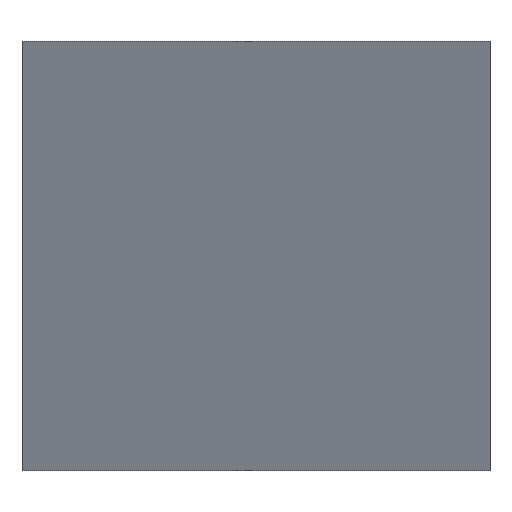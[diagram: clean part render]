
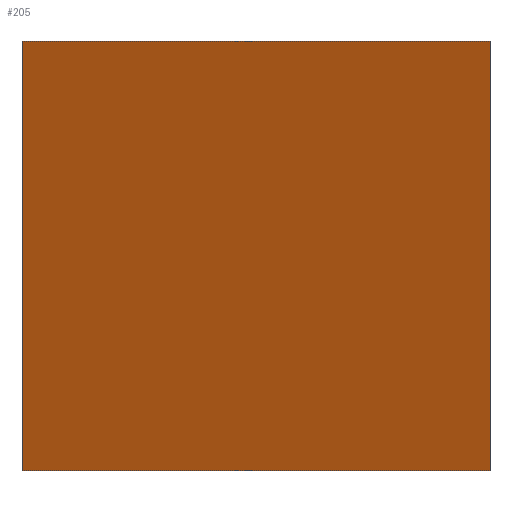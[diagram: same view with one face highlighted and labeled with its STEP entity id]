
A CAD part, front view. The second image highlights one B-rep face of the part: STEP entity #205.
In plain terms, the highlighted planar face has unit normal (0, -0.927, -0.375).
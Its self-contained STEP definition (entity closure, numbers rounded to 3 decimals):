
#43=FACE_OUTER_BOUND('',#61,.T.);
#61=EDGE_LOOP('',(#175,#176,#177,#178));
#64=LINE('',#311,#80);
#70=LINE('',#323,#86);
#77=LINE('',#356,#93);
#78=LINE('',#358,#94);
#80=VECTOR('',#248,10.);
#86=VECTOR('',#256,10.);
#93=VECTOR('',#299,10.);
#94=VECTOR('',#302,10.);
#96=VERTEX_POINT('',#308);
#97=VERTEX_POINT('',#310);
#99=VERTEX_POINT('',#316);
#102=VERTEX_POINT('',#321);
#112=EDGE_CURVE('',#96,#97,#64,.T.);
#118=EDGE_CURVE('',#102,#99,#70,.T.);
#133=EDGE_CURVE('',#102,#97,#77,.T.);
#134=EDGE_CURVE('',#99,#96,#78,.T.);
#175=ORIENTED_EDGE('',*,*,#133,.T.);
#176=ORIENTED_EDGE('',*,*,#112,.F.);
#177=ORIENTED_EDGE('',*,*,#134,.F.);
#178=ORIENTED_EDGE('',*,*,#118,.F.);
#191=PLANE('',#241);
#205=ADVANCED_FACE('',(#43),#191,.T.);
#241=AXIS2_PLACEMENT_3D('',#357,#300,#301);
#248=DIRECTION('',(0.,0.375,-0.927));
#256=DIRECTION('',(0.,-0.375,0.927));
#299=DIRECTION('',(1.,0.,0.));
#300=DIRECTION('center_axis',(0.,-0.927,-0.375));
#301=DIRECTION('ref_axis',(0.,0.375,-0.927));
#302=DIRECTION('',(1.,0.,0.));
#308=CARTESIAN_POINT('',(39.7,-20.533,38.));
#310=CARTESIAN_POINT('',(39.7,-5.18,0.));
#311=CARTESIAN_POINT('',(39.7,-5.18,0.));
#316=CARTESIAN_POINT('',(-1.7,-20.533,38.));
#321=CARTESIAN_POINT('',(-1.7,-5.18,0.));
#323=CARTESIAN_POINT('',(-1.7,-5.18,0.));
#356=CARTESIAN_POINT('',(0.,-5.18,0.));
#357=CARTESIAN_POINT('Origin',(0.,-20.533,38.));
#358=CARTESIAN_POINT('',(0.,-20.533,38.));
